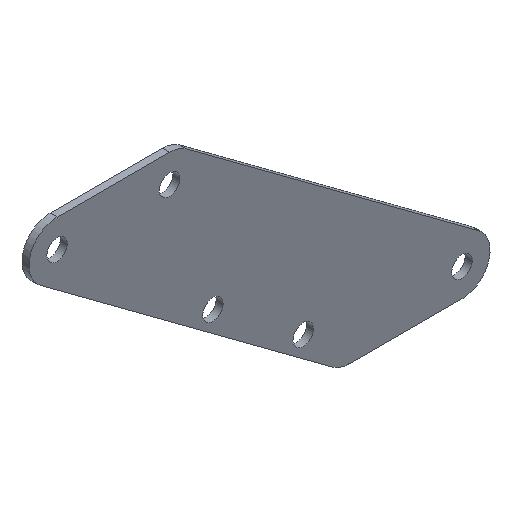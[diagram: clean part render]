
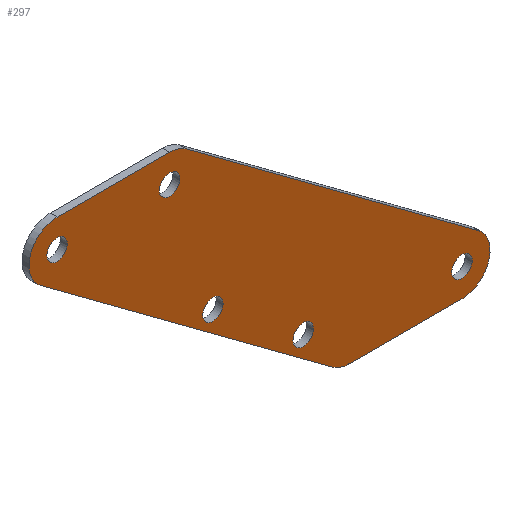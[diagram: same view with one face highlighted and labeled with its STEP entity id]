
A CAD part, isometric view. The second image highlights one B-rep face of the part: STEP entity #297.
In plain terms, the highlighted planar face has unit normal (0, -1, 0).
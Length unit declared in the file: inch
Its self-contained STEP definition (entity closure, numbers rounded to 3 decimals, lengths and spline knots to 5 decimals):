
#20=FACE_BOUND('',#66,.T.);
#21=FACE_BOUND('',#67,.T.);
#22=FACE_BOUND('',#68,.T.);
#23=FACE_BOUND('',#69,.T.);
#24=FACE_BOUND('',#70,.T.);
#30=PLANE('',#344);
#45=FACE_OUTER_BOUND('',#65,.T.);
#65=EDGE_LOOP('',(#261,#262,#263,#264,#265,#266,#267,#268));
#66=EDGE_LOOP('',(#269));
#67=EDGE_LOOP('',(#270));
#68=EDGE_LOOP('',(#271));
#69=EDGE_LOOP('',(#272));
#70=EDGE_LOOP('',(#273));
#76=LINE('',#468,#97);
#81=LINE('',#482,#102);
#85=LINE('',#494,#106);
#89=LINE('',#506,#110);
#97=VECTOR('',#384,0.3937);
#102=VECTOR('',#397,0.3937);
#106=VECTOR('',#409,0.3937);
#110=VECTOR('',#421,0.3937);
#113=CIRCLE('',#313,0.091);
#115=CIRCLE('',#316,0.091);
#118=CIRCLE('',#320,0.091);
#120=CIRCLE('',#323,0.091);
#122=CIRCLE('',#326,0.091);
#123=CIRCLE('',#329,0.25);
#125=CIRCLE('',#333,0.25);
#127=CIRCLE('',#337,0.25);
#129=CIRCLE('',#341,0.25);
#131=VERTEX_POINT('',#436);
#133=VERTEX_POINT('',#442);
#136=VERTEX_POINT('',#450);
#138=VERTEX_POINT('',#456);
#140=VERTEX_POINT('',#462);
#141=VERTEX_POINT('',#466);
#142=VERTEX_POINT('',#467);
#145=VERTEX_POINT('',#475);
#147=VERTEX_POINT('',#481);
#149=VERTEX_POINT('',#487);
#151=VERTEX_POINT('',#493);
#153=VERTEX_POINT('',#499);
#155=VERTEX_POINT('',#505);
#157=EDGE_CURVE('',#131,#131,#113,.T.);
#160=EDGE_CURVE('',#133,#133,#115,.T.);
#165=EDGE_CURVE('',#136,#136,#118,.T.);
#168=EDGE_CURVE('',#138,#138,#120,.T.);
#171=EDGE_CURVE('',#140,#140,#122,.T.);
#172=EDGE_CURVE('',#141,#142,#76,.T.);
#176=EDGE_CURVE('',#145,#142,#123,.T.);
#179=EDGE_CURVE('',#145,#147,#81,.T.);
#182=EDGE_CURVE('',#149,#147,#125,.T.);
#185=EDGE_CURVE('',#151,#149,#85,.T.);
#188=EDGE_CURVE('',#153,#151,#127,.T.);
#191=EDGE_CURVE('',#155,#153,#89,.T.);
#194=EDGE_CURVE('',#141,#155,#129,.T.);
#261=ORIENTED_EDGE('',*,*,#194,.F.);
#262=ORIENTED_EDGE('',*,*,#172,.T.);
#263=ORIENTED_EDGE('',*,*,#176,.F.);
#264=ORIENTED_EDGE('',*,*,#179,.T.);
#265=ORIENTED_EDGE('',*,*,#182,.F.);
#266=ORIENTED_EDGE('',*,*,#185,.F.);
#267=ORIENTED_EDGE('',*,*,#188,.F.);
#268=ORIENTED_EDGE('',*,*,#191,.F.);
#269=ORIENTED_EDGE('',*,*,#157,.T.);
#270=ORIENTED_EDGE('',*,*,#160,.T.);
#271=ORIENTED_EDGE('',*,*,#171,.F.);
#272=ORIENTED_EDGE('',*,*,#168,.F.);
#273=ORIENTED_EDGE('',*,*,#165,.F.);
#297=ADVANCED_FACE('',(#45,#20,#21,#22,#23,#24),#30,.F.);
#313=AXIS2_PLACEMENT_3D('',#437,#349,#350);
#316=AXIS2_PLACEMENT_3D('',#443,#356,#357);
#320=AXIS2_PLACEMENT_3D('',#452,#366,#367);
#323=AXIS2_PLACEMENT_3D('',#458,#373,#374);
#326=AXIS2_PLACEMENT_3D('',#464,#380,#381);
#329=AXIS2_PLACEMENT_3D('',#476,#390,#391);
#333=AXIS2_PLACEMENT_3D('',#488,#402,#403);
#337=AXIS2_PLACEMENT_3D('',#500,#414,#415);
#341=AXIS2_PLACEMENT_3D('',#511,#426,#427);
#344=AXIS2_PLACEMENT_3D('',#514,#432,#433);
#349=DIRECTION('center_axis',(0.,1.,0.));
#350=DIRECTION('ref_axis',(1.,0.,0.));
#356=DIRECTION('center_axis',(0.,1.,0.));
#357=DIRECTION('ref_axis',(1.,0.,0.));
#366=DIRECTION('center_axis',(0.,-1.,0.));
#367=DIRECTION('ref_axis',(1.,0.,0.));
#373=DIRECTION('center_axis',(0.,-1.,0.));
#374=DIRECTION('ref_axis',(1.,0.,0.));
#380=DIRECTION('center_axis',(0.,-1.,0.));
#381=DIRECTION('ref_axis',(1.,0.,0.));
#384=DIRECTION('',(-0.803,0.,0.596));
#390=DIRECTION('center_axis',(0.,1.,0.));
#391=DIRECTION('ref_axis',(1.,0.,0.));
#397=DIRECTION('',(-1.,0.,0.));
#402=DIRECTION('center_axis',(0.,1.,0.));
#403=DIRECTION('ref_axis',(1.,0.,0.));
#409=DIRECTION('',(-0.803,0.,0.596));
#414=DIRECTION('center_axis',(0.,1.,0.));
#415=DIRECTION('ref_axis',(1.,0.,0.));
#421=DIRECTION('',(-1.,0.,0.));
#426=DIRECTION('center_axis',(0.,1.,0.));
#427=DIRECTION('ref_axis',(1.,0.,0.));
#432=DIRECTION('center_axis',(0.,1.,0.));
#433=DIRECTION('ref_axis',(1.,0.,0.));
#436=CARTESIAN_POINT('',(-1.50191,0.,0.18044));
#437=CARTESIAN_POINT('Origin',(-1.41091,0.,0.18044));
#442=CARTESIAN_POINT('',(-2.3049,0.,0.77643));
#443=CARTESIAN_POINT('Origin',(-2.2139,0.,0.77643));
#450=CARTESIAN_POINT('',(-2.68975,0.,1.9288));
#452=CARTESIAN_POINT('Origin',(-2.59875,0.,1.9288));
#456=CARTESIAN_POINT('',(-3.68975,0.,1.9288));
#458=CARTESIAN_POINT('Origin',(-3.59875,0.,1.9288));
#462=CARTESIAN_POINT('',(-0.091,0.,0.));
#464=CARTESIAN_POINT('Origin',(0.,0.,0.));
#466=CARTESIAN_POINT('',(0.149,0.,0.20075));
#467=CARTESIAN_POINT('',(-2.44975,0.,2.12955));
#468=CARTESIAN_POINT('',(0.149,0.,0.20075));
#475=CARTESIAN_POINT('',(-2.59875,0.,2.1788));
#476=CARTESIAN_POINT('Origin',(-2.59875,0.,1.9288));
#481=CARTESIAN_POINT('',(-3.59875,0.,2.1788));
#482=CARTESIAN_POINT('',(-2.59875,0.,2.1788));
#487=CARTESIAN_POINT('',(-3.74774,0.,1.72805));
#488=CARTESIAN_POINT('Origin',(-3.59875,0.,1.9288));
#493=CARTESIAN_POINT('',(-1.149,0.,-0.20075));
#494=CARTESIAN_POINT('',(-1.149,0.,-0.20075));
#499=CARTESIAN_POINT('',(-1.,0.,-0.25));
#500=CARTESIAN_POINT('Origin',(-1.,0.,0.));
#505=CARTESIAN_POINT('',(0.,0.,-0.25));
#506=CARTESIAN_POINT('',(0.,0.,-0.25));
#511=CARTESIAN_POINT('Origin',(0.,0.,0.));
#514=CARTESIAN_POINT('Origin',(-1.79937,0.,0.9644));
